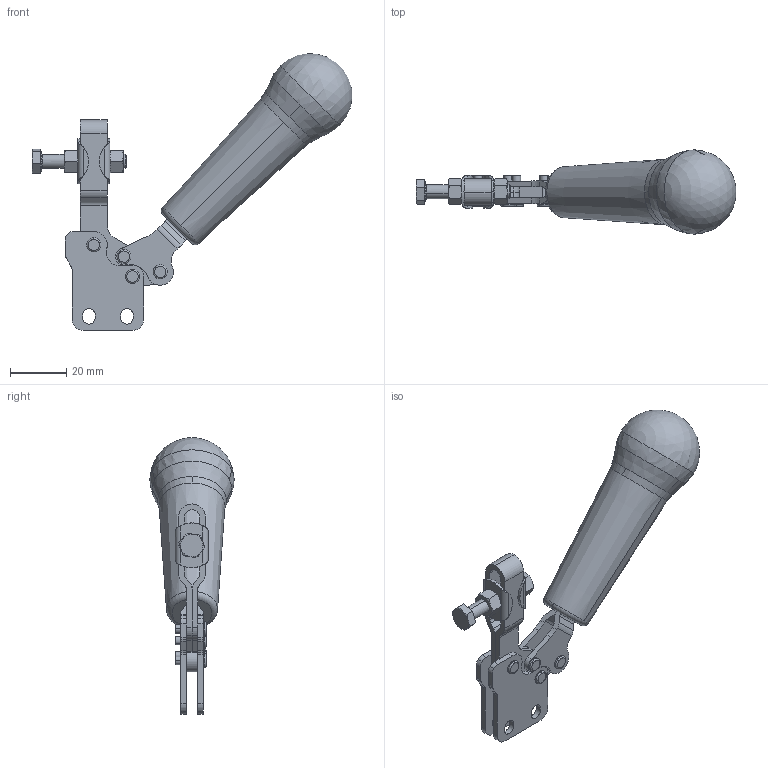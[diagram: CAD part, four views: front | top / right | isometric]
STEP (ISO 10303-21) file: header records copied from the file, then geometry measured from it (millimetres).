
FILE_DESCRIPTION((''),'2;1');
FILE_NAME('131.1-opened.stp','2005-09-27T16:36:43',('Kysilko'),(''),'Autodesk Inventor 8','Autodesk Inventor 8','');
FILE_SCHEMA(('AUTOMOTIVE_DESIGN { 1 0 10303 214 1 1 1 1 }'));
Length unit declared in the file: millimetre
Products named in the file (1): Part34
Bounding box: 113.86 x 30 x 98.54 mm (x, y, z)
Volume: 41010.4 mm3; surface area: 15309.4 mm2
Topology: 1 solids, 2 shells, 383 faces, 1049 edges, 668 vertices
Faces by surface type: cylinder 139, plane 121, bspline 57, cone 54, torus 10, sphere 2
Entity records: 14188 total; most frequent: CARTESIAN_POINT 4496, DIRECTION 2073, ORIENTED_EDGE 2070, EDGE_CURVE 1035, AXIS2_PLACEMENT_3D 799, VERTEX_POINT 666, VECTOR 475, LINE 475
